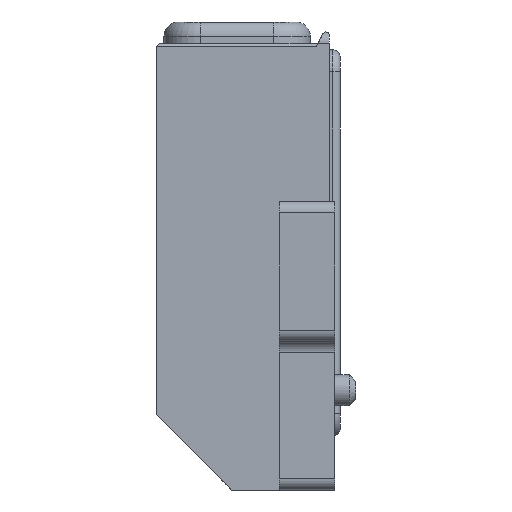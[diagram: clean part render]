
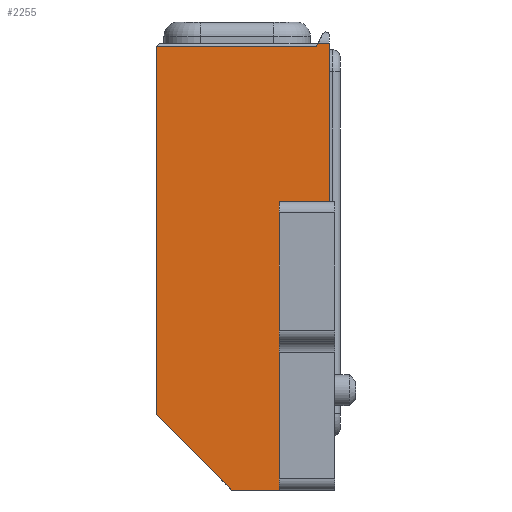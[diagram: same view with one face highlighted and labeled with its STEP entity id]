
A CAD part, left-side view. The second image highlights one B-rep face of the part: STEP entity #2255.
In plain terms, the highlighted planar face has unit normal (-1, 0, 0).
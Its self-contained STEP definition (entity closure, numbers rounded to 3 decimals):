
#105 = CARTESIAN_POINT ( 'NONE',  ( -18.875, 0.5, -12.525 ) ) ;
#128 = VERTEX_POINT ( 'NONE', #5122 ) ;
#203 = DIRECTION ( 'NONE',  ( 0., 1., 0. ) ) ;
#277 = CARTESIAN_POINT ( 'NONE',  ( -18.875, -3.9, 7.625 ) ) ;
#384 = ORIENTED_EDGE ( 'NONE', *, *, #3755, .F. ) ;
#422 = CARTESIAN_POINT ( 'NONE',  ( -18.875, -1.65, -12.525 ) ) ;
#538 = VECTOR ( 'NONE', #6213, 1000. ) ;
#704 = VERTEX_POINT ( 'NONE', #1173 ) ;
#938 = CARTESIAN_POINT ( 'NONE',  ( -18.875, -2.9, 7.625 ) ) ;
#965 = LINE ( 'NONE', #1439, #538 ) ;
#1020 = PLANE ( 'NONE',  #8047 ) ;
#1173 = CARTESIAN_POINT ( 'NONE',  ( -18.875, -3.9, -1.325 ) ) ;
#1179 = CARTESIAN_POINT ( 'NONE',  ( -18.875, 3.9, 7.475 ) ) ;
#1439 = CARTESIAN_POINT ( 'NONE',  ( -18.875, -1.65, 0.475 ) ) ;
#1453 = CARTESIAN_POINT ( 'NONE',  ( -18.875, -3.322, 7.475 ) ) ;
#1500 = CARTESIAN_POINT ( 'NONE',  ( -18.875, 0.5, -12.525 ) ) ;
#1606 = LINE ( 'NONE', #7439, #8668 ) ;
#1694 = EDGE_CURVE ( 'NONE', #7665, #8638, #4157, .T. ) ;
#1879 = DIRECTION ( 'NONE',  ( 0., -0.891, 0.454 ) ) ;
#1929 = VERTEX_POINT ( 'NONE', #1179 ) ;
#1950 = EDGE_CURVE ( 'NONE', #5232, #704, #3500, .T. ) ;
#2009 = ORIENTED_EDGE ( 'NONE', *, *, #7717, .F. ) ;
#2102 = LINE ( 'NONE', #938, #3494 ) ;
#2240 = VERTEX_POINT ( 'NONE', #1453 ) ;
#2255 = ADVANCED_FACE ( 'NONE', ( #2418 ), #1020, .F. ) ;
#2278 = CARTESIAN_POINT ( 'NONE',  ( -18.875, -3.9, 7.475 ) ) ;
#2332 = VECTOR ( 'NONE', #5356, 1000. ) ;
#2384 = ORIENTED_EDGE ( 'NONE', *, *, #7997, .F. ) ;
#2418 = FACE_OUTER_BOUND ( 'NONE', #2457, .T. ) ;
#2448 = CARTESIAN_POINT ( 'NONE',  ( -18.875, 3.9, 7.625 ) ) ;
#2457 = EDGE_LOOP ( 'NONE', ( #2009, #7268, #5654, #2384, #5139, #384, #3336, #4282, #7603 ) ) ;
#2466 = CARTESIAN_POINT ( 'NONE',  ( -18.875, 3.9, -9.125 ) ) ;
#2576 = DIRECTION ( 'NONE',  ( 0., 0.46, -0.888 ) ) ;
#2673 = LINE ( 'NONE', #6650, #4285 ) ;
#2691 = LINE ( 'NONE', #105, #7306 ) ;
#2870 = EDGE_CURVE ( 'NONE', #2240, #1929, #6241, .T. ) ;
#3275 = VECTOR ( 'NONE', #1879, 1000. ) ;
#3320 = CARTESIAN_POINT ( 'NONE',  ( -18.875, -3.9, -1.325 ) ) ;
#3336 = ORIENTED_EDGE ( 'NONE', *, *, #4416, .T. ) ;
#3363 = VERTEX_POINT ( 'NONE', #422 ) ;
#3494 = VECTOR ( 'NONE', #5009, 1000. ) ;
#3500 = LINE ( 'NONE', #3320, #3275 ) ;
#3755 = EDGE_CURVE ( 'NONE', #3363, #7665, #2691, .T. ) ;
#3976 = CARTESIAN_POINT ( 'NONE',  ( -18.875, 3.9, -9.125 ) ) ;
#4157 = LINE ( 'NONE', #3976, #2332 ) ;
#4243 = LINE ( 'NONE', #2448, #7239 ) ;
#4282 = ORIENTED_EDGE ( 'NONE', *, *, #1950, .T. ) ;
#4285 = VECTOR ( 'NONE', #2576, 1000. ) ;
#4416 = EDGE_CURVE ( 'NONE', #3363, #5232, #965, .T. ) ;
#4422 = VECTOR ( 'NONE', #203, 1000. ) ;
#4826 = EDGE_CURVE ( 'NONE', #128, #2240, #2673, .T. ) ;
#4872 = CARTESIAN_POINT ( 'NONE',  ( -18.875, -3.9, 7.625 ) ) ;
#4907 = DIRECTION ( 'NONE',  ( 0., 1., 0. ) ) ;
#4922 = EDGE_CURVE ( 'NONE', #8253, #704, #1606, .T. ) ;
#5009 = DIRECTION ( 'NONE',  ( 0., -1., 0. ) ) ;
#5122 = CARTESIAN_POINT ( 'NONE',  ( -18.875, -3.4, 7.625 ) ) ;
#5139 = ORIENTED_EDGE ( 'NONE', *, *, #1694, .F. ) ;
#5171 = DIRECTION ( 'NONE',  ( 0., 0., 1. ) ) ;
#5232 = VERTEX_POINT ( 'NONE', #6449 ) ;
#5356 = DIRECTION ( 'NONE',  ( 0., 0.707, 0.707 ) ) ;
#5654 = ORIENTED_EDGE ( 'NONE', *, *, #2870, .T. ) ;
#6213 = DIRECTION ( 'NONE',  ( 0., 0., 1. ) ) ;
#6241 = LINE ( 'NONE', #2278, #4422 ) ;
#6449 = CARTESIAN_POINT ( 'NONE',  ( -18.875, -1.65, -2.471 ) ) ;
#6650 = CARTESIAN_POINT ( 'NONE',  ( -18.875, -3.4, 7.625 ) ) ;
#6826 = DIRECTION ( 'NONE',  ( 0., 0., -1. ) ) ;
#7183 = DIRECTION ( 'NONE',  ( 0., 0., 1. ) ) ;
#7239 = VECTOR ( 'NONE', #5171, 1000. ) ;
#7268 = ORIENTED_EDGE ( 'NONE', *, *, #4826, .T. ) ;
#7306 = VECTOR ( 'NONE', #4907, 1000. ) ;
#7439 = CARTESIAN_POINT ( 'NONE',  ( -18.875, -3.9, 7.625 ) ) ;
#7603 = ORIENTED_EDGE ( 'NONE', *, *, #4922, .F. ) ;
#7665 = VERTEX_POINT ( 'NONE', #1500 ) ;
#7717 = EDGE_CURVE ( 'NONE', #128, #8253, #2102, .T. ) ;
#7823 = DIRECTION ( 'NONE',  ( 1., 0., 0. ) ) ;
#7997 = EDGE_CURVE ( 'NONE', #8638, #1929, #4243, .T. ) ;
#8047 = AXIS2_PLACEMENT_3D ( 'NONE', #277, #7823, #7183 ) ;
#8253 = VERTEX_POINT ( 'NONE', #4872 ) ;
#8638 = VERTEX_POINT ( 'NONE', #2466 ) ;
#8668 = VECTOR ( 'NONE', #6826, 1000. ) ;
